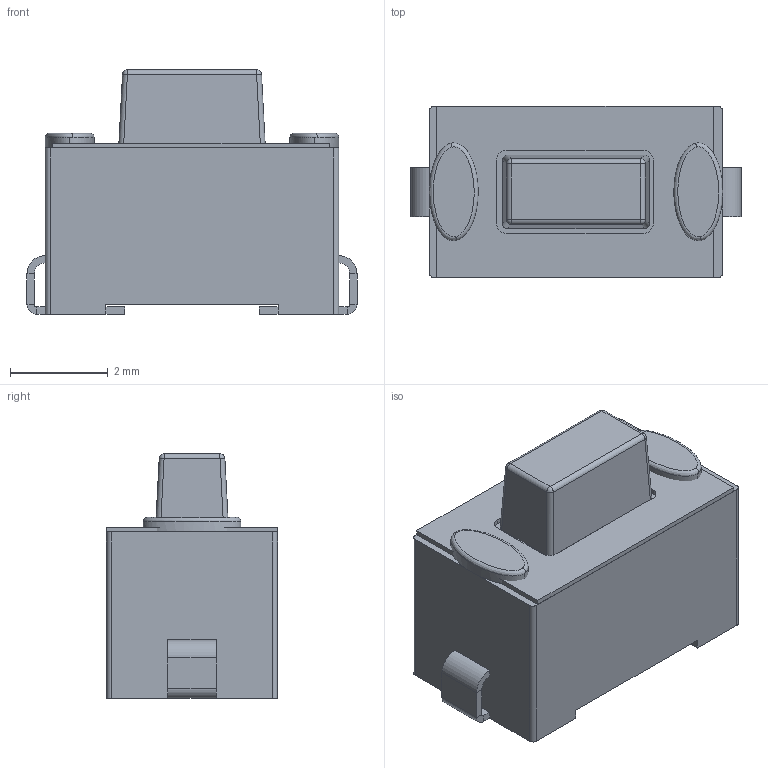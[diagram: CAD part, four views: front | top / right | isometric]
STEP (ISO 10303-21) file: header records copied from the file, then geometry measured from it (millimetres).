
FILE_DESCRIPTION (( 'STEP AP214' ), '1' );
FILE_NAME ('KEY-SMD_L6.0-W3.5-H5.0-LS6.8.step', '2022-07-02T15:24:36', ( '' ), ( '' ), 'SwSTEP 2.0', 'SolidWorks 2020', '' );
FILE_SCHEMA (( 'AUTOMOTIVE_DESIGN' ));
Length unit declared in the file: millimetre
Products named in the file (1): KEY-SMD_L6.0-W3.5-H5.0-LS6.8
Bounding box: 6.75 x 3.5 x 5 mm (x, y, z)
Volume: 78.4 mm3; surface area: 160.7 mm2
Topology: 2 solids, 2 shells, 376 faces, 1003 edges, 656 vertices
Faces by surface type: plane 228, bspline 120, cylinder 24, sphere 4
Entity records: 17312 total; most frequent: CARTESIAN_POINT 4584, ORIENTED_EDGE 2006, DIRECTION 1315, EDGE_CURVE 1003, VECTOR 705, LINE 705, VERTEX_POINT 656, EDGE_LOOP 407
